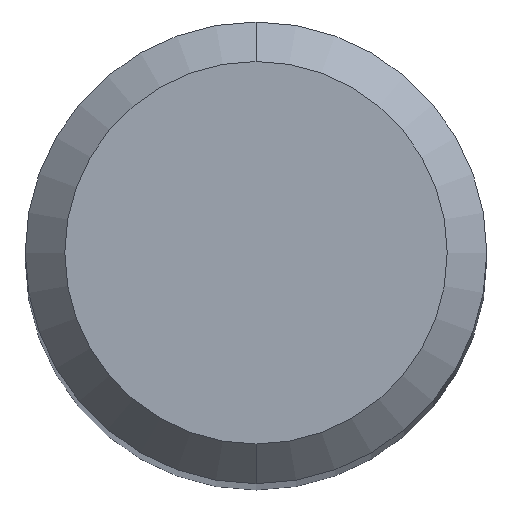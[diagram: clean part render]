
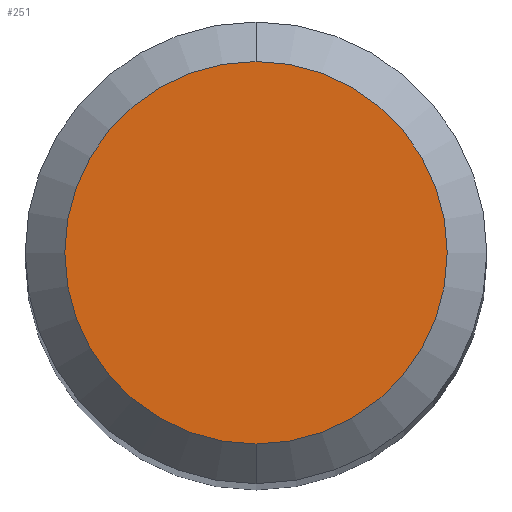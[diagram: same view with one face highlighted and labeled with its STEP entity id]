
A CAD part, top view. The second image highlights one B-rep face of the part: STEP entity #251.
In plain terms, the highlighted planar face has unit normal (0, 0, 1).
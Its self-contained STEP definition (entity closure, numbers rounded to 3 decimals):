
#183=EDGE_CURVE('',#335,#269,#422,.T.);
#209=EDGE_CURVE('',#269,#335,#451,.T.);
#251=ADVANCED_FACE('',(#496),#497,.T.);
#269=VERTEX_POINT('',#517);
#335=VERTEX_POINT('',#591);
#422=CIRCLE('',#686,1.45);
#451=CIRCLE('',#727,1.45);
#496=FACE_OUTER_BOUND('',#787,.T.);
#497=PLANE('',#788);
#517=CARTESIAN_POINT('',(0.,-1.45,0.0));
#591=CARTESIAN_POINT('',(0.0,1.45,0.0));
#686=AXIS2_PLACEMENT_3D('',#1014,#1015,#1016);
#727=AXIS2_PLACEMENT_3D('',#1045,#1046,#1047);
#787=EDGE_LOOP('',(#1092,#1093));
#788=AXIS2_PLACEMENT_3D('',#1094,#1095,#1096);
#1014=CARTESIAN_POINT('',(0.0,0.0,0.0));
#1015=DIRECTION('',(0.0,0.0,-1.0));
#1016=DIRECTION('',(0.0,1.0,0.0));
#1045=CARTESIAN_POINT('',(0.0,0.0,0.0));
#1046=DIRECTION('',(0.0,0.0,-1.0));
#1047=DIRECTION('',(0.0,1.0,0.0));
#1092=ORIENTED_EDGE('',*,*,#183,.F.);
#1093=ORIENTED_EDGE('',*,*,#209,.F.);
#1094=CARTESIAN_POINT('',(0.0,0.725,0.0));
#1095=DIRECTION('',(-0.0,0.0,1.0));
#1096=DIRECTION('',(0.0,-1.0,0.0));
